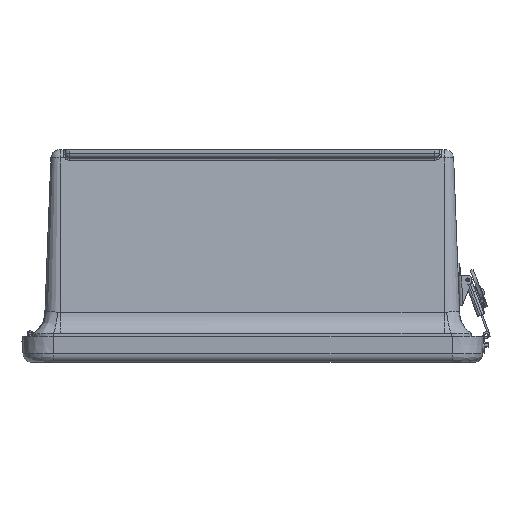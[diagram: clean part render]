
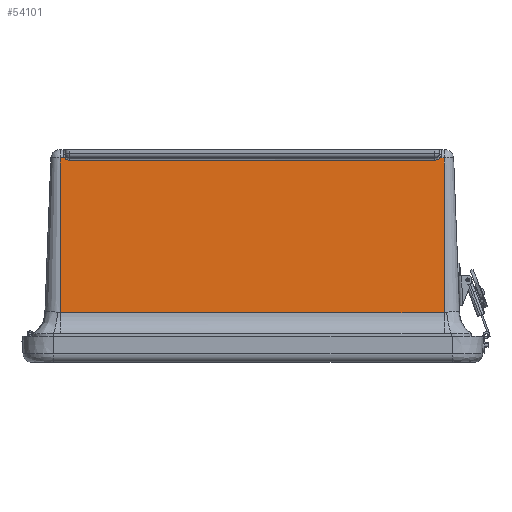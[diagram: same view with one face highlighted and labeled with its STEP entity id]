
A CAD part, left-side view. The second image highlights one B-rep face of the part: STEP entity #54101.
In plain terms, the highlighted planar face has unit normal (-0.999, 0, 0.038).
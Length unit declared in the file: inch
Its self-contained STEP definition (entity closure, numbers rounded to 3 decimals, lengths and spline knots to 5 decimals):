
#288 = CARTESIAN_POINT ( 'NONE',  ( -6.88809, 5.46788, 5.74038 ) ) ;
#620 = ORIENTED_EDGE ( 'NONE', *, *, #14003, .T. ) ;
#652 = CARTESIAN_POINT ( 'NONE',  ( -6.88973, 5.38008, 5.69772 ) ) ;
#942 = ORIENTED_EDGE ( 'NONE', *, *, #50620, .T. ) ;
#2741 = LINE ( 'NONE', #27725, #32864 ) ;
#3730 = CARTESIAN_POINT ( 'NONE',  ( -6.88968, -5.38669, 5.69915 ) ) ;
#3800 = VERTEX_POINT ( 'NONE', #9483 ) ;
#4906 = CARTESIAN_POINT ( 'NONE',  ( -6.88855, 5.45171, 5.72826 ) ) ;
#6166 = LINE ( 'NONE', #31993, #18633 ) ;
#6327 = ORIENTED_EDGE ( 'NONE', *, *, #44478, .F. ) ;
#6394 = CARTESIAN_POINT ( 'NONE',  ( -6.88734, 5.4863, 5.75964 ) ) ;
#7246 = VECTOR ( 'NONE', #17544, 39.37008 ) ;
#7750 = CARTESIAN_POINT ( 'NONE',  ( -6.88958, -5.39667, 5.70178 ) ) ;
#8771 = CARTESIAN_POINT ( 'NONE',  ( -6.88891, 5.43743, 5.71896 ) ) ;
#8856 = DIRECTION ( 'NONE',  ( 0.039, 0., 0.999 ) ) ;
#9119 = CARTESIAN_POINT ( 'NONE',  ( -6.88734, 5.6094, 5.75964 ) ) ;
#9483 = CARTESIAN_POINT ( 'NONE',  ( -6.88987, -5.34375, 5.69421 ) ) ;
#9811 = CARTESIAN_POINT ( 'NONE',  ( -7.06193, -5.6094, 1.23309 ) ) ;
#11593 = CARTESIAN_POINT ( 'NONE',  ( -6.88782, -5.47504, 5.74735 ) ) ;
#11957 = CARTESIAN_POINT ( 'NONE',  ( -6.88899, -5.43461, 5.71705 ) ) ;
#12458 = VERTEX_POINT ( 'NONE', #28993 ) ;
#12632 = LINE ( 'NONE', #9811, #30317 ) ;
#13220 = LINE ( 'NONE', #20736, #49846 ) ;
#13340 = CARTESIAN_POINT ( 'NONE',  ( -7.10931, 5.6094, 0.00482 ) ) ;
#14003 = EDGE_CURVE ( 'NONE', #37545, #38250, #6166, .T. ) ;
#15116 = DIRECTION ( 'NONE',  ( 0., 1., 0. ) ) ;
#15362 = ORIENTED_EDGE ( 'NONE', *, *, #16529, .F. ) ;
#15543 = CARTESIAN_POINT ( 'NONE',  ( -7.06193, -5.6094, 1.23309 ) ) ;
#15644 = PLANE ( 'NONE',  #24424 ) ;
#16529 = EDGE_CURVE ( 'NONE', #45235, #44684, #13220, .T. ) ;
#17055 = CARTESIAN_POINT ( 'NONE',  ( -6.88987, -5.34375, 5.69421 ) ) ;
#17544 = DIRECTION ( 'NONE',  ( -0.039, 0., -0.999 ) ) ;
#17550 = CARTESIAN_POINT ( 'NONE',  ( -6.88987, 5.34375, 5.69421 ) ) ;
#18380 = VECTOR ( 'NONE', #29634, 39.37008 ) ;
#18633 = VECTOR ( 'NONE', #49030, 39.37008 ) ;
#20191 = CARTESIAN_POINT ( 'NONE',  ( -6.88832, -5.45995, 5.73438 ) ) ;
#20367 = CARTESIAN_POINT ( 'NONE',  ( -6.88872, -5.44631, 5.72405 ) ) ;
#20584 = EDGE_CURVE ( 'NONE', #45849, #44684, #47297, .T. ) ;
#20736 = CARTESIAN_POINT ( 'NONE',  ( -6.88734, -2.8047, 5.75964 ) ) ;
#20832 = CARTESIAN_POINT ( 'NONE',  ( -6.88943, 5.40974, 5.70564 ) ) ;
#21011 = CARTESIAN_POINT ( 'NONE',  ( -6.88774, 5.47757, 5.74949 ) ) ;
#21199 = CARTESIAN_POINT ( 'NONE',  ( -6.88976, 5.37687, 5.69712 ) ) ;
#22209 = CARTESIAN_POINT ( 'NONE',  ( -6.88734, -5.6094, 5.75964 ) ) ;
#22580 = DIRECTION ( 'NONE',  ( 0., -1., 0. ) ) ;
#24424 = AXIS2_PLACEMENT_3D ( 'NONE', #34043, #38085, #8856 ) ;
#25038 = CARTESIAN_POINT ( 'NONE',  ( -6.8887, 5.44606, 5.72444 ) ) ;
#25773 = CARTESIAN_POINT ( 'NONE',  ( -6.88987, 5.35043, 5.69421 ) ) ;
#26852 = EDGE_CURVE ( 'NONE', #12458, #37545, #12632, .T. ) ;
#27725 = CARTESIAN_POINT ( 'NONE',  ( -6.88987, -5.6094, 5.69421 ) ) ;
#28788 = CARTESIAN_POINT ( 'NONE',  ( -6.88965, -5.39009, 5.69998 ) ) ;
#28993 = CARTESIAN_POINT ( 'NONE',  ( -7.06193, 5.6094, 1.23309 ) ) ;
#29241 = CARTESIAN_POINT ( 'NONE',  ( -6.88734, 5.4863, 5.75964 ) ) ;
#29634 = DIRECTION ( 'NONE',  ( 0., -1., 0. ) ) ;
#29975 = CARTESIAN_POINT ( 'NONE',  ( -6.8891, 5.42839, 5.7142 ) ) ;
#30101 = EDGE_LOOP ( 'NONE', ( #620, #6327, #34155, #942, #48799, #15362, #53611, #41428 ) ) ;
#30317 = VECTOR ( 'NONE', #22580, 39.37008 ) ;
#31993 = CARTESIAN_POINT ( 'NONE',  ( -7.10931, -5.6094, 0.00482 ) ) ;
#32864 = VECTOR ( 'NONE', #15116, 39.37008 ) ;
#34043 = CARTESIAN_POINT ( 'NONE',  ( -7.10931, -5.6094, 0.00482 ) ) ;
#34155 = ORIENTED_EDGE ( 'NONE', *, *, #39486, .T. ) ;
#36606 = VERTEX_POINT ( 'NONE', #46574 ) ;
#36659 = CARTESIAN_POINT ( 'NONE',  ( -6.88754, -5.48194, 5.75457 ) ) ;
#36837 = DIRECTION ( 'NONE',  ( 0., -1., 0. ) ) ;
#37126 = B_SPLINE_CURVE_WITH_KNOTS ( 'NONE', 3,
 ( #44912, #36659, #11593, #45461, #40896, #20191, #20367, #11957, #53774, #49663, #7750, #28788, #3730, #45992, #46178, #17055 ),
 .UNSPECIFIED., .F., .F.,
 ( 4, 1, 2, 2, 2, 1, 2, 2, 4 ),
 ( 0., 0.125, 0.1875, 0.25, 0.5, 0.625, 0.6875, 0.75, 1. ),
 .UNSPECIFIED. ) ;
#37290 = LINE ( 'NONE', #50536, #18380 ) ;
#37545 = VERTEX_POINT ( 'NONE', #15543 ) ;
#38085 = DIRECTION ( 'NONE',  ( -0.999, 0., 0.039 ) ) ;
#38250 = VERTEX_POINT ( 'NONE', #22209 ) ;
#38381 = CARTESIAN_POINT ( 'NONE',  ( -6.8898, 5.3703, 5.69606 ) ) ;
#39486 = EDGE_CURVE ( 'NONE', #36606, #3800, #37126, .T. ) ;
#40896 = CARTESIAN_POINT ( 'NONE',  ( -6.88824, -5.46249, 5.73642 ) ) ;
#41428 = ORIENTED_EDGE ( 'NONE', *, *, #26852, .T. ) ;
#42340 = CARTESIAN_POINT ( 'NONE',  ( -6.88987, 5.34375, 5.69421 ) ) ;
#42618 = CARTESIAN_POINT ( 'NONE',  ( -6.88959, 5.3968, 5.70133 ) ) ;
#44478 = EDGE_CURVE ( 'NONE', #36606, #38250, #37290, .T. ) ;
#44684 = VERTEX_POINT ( 'NONE', #6394 ) ;
#44912 = CARTESIAN_POINT ( 'NONE',  ( -6.88734, -5.4863, 5.75964 ) ) ;
#45235 = VERTEX_POINT ( 'NONE', #9119 ) ;
#45461 = CARTESIAN_POINT ( 'NONE',  ( -6.88807, -5.46759, 5.74071 ) ) ;
#45849 = VERTEX_POINT ( 'NONE', #42340 ) ;
#45992 = CARTESIAN_POINT ( 'NONE',  ( -6.88981, -5.37036, 5.69562 ) ) ;
#46178 = CARTESIAN_POINT ( 'NONE',  ( -6.88987, -5.35713, 5.69421 ) ) ;
#46574 = CARTESIAN_POINT ( 'NONE',  ( -6.88734, -5.4863, 5.75964 ) ) ;
#46648 = CARTESIAN_POINT ( 'NONE',  ( -6.88985, 5.36041, 5.69474 ) ) ;
#47061 = FACE_OUTER_BOUND ( 'NONE', #30101, .T. ) ;
#47297 = B_SPLINE_CURVE_WITH_KNOTS ( 'NONE', 3,
 ( #17550, #25773, #46648, #38381, #21199, #652, #42618, #20832, #29975, #8771, #25038, #4906, #50706, #288, #21011, #29241 ),
 .UNSPECIFIED., .F., .F.,
 ( 4, 1, 2, 2, 2, 1, 2, 2, 4 ),
 ( 0., 0.125, 0.1875, 0.25, 0.5, 0.625, 0.6875, 0.75, 1. ),
 .UNSPECIFIED. ) ;
#48324 = EDGE_CURVE ( 'NONE', #45235, #12458, #52452, .T. ) ;
#48799 = ORIENTED_EDGE ( 'NONE', *, *, #20584, .T. ) ;
#49030 = DIRECTION ( 'NONE',  ( 0.039, 0., 0.999 ) ) ;
#49663 = CARTESIAN_POINT ( 'NONE',  ( -6.88946, -5.40645, 5.70474 ) ) ;
#49846 = VECTOR ( 'NONE', #36837, 39.37008 ) ;
#50536 = CARTESIAN_POINT ( 'NONE',  ( -6.88734, -2.8047, 5.75964 ) ) ;
#50620 = EDGE_CURVE ( 'NONE', #3800, #45849, #2741, .T. ) ;
#50706 = CARTESIAN_POINT ( 'NONE',  ( -6.88848, 5.45456, 5.7303 ) ) ;
#52452 = LINE ( 'NONE', #13340, #7246 ) ;
#53611 = ORIENTED_EDGE ( 'NONE', *, *, #48324, .T. ) ;
#53774 = CARTESIAN_POINT ( 'NONE',  ( -6.88932, -5.41596, 5.70849 ) ) ;
#54101 = ADVANCED_FACE ( 'NONE', ( #47061 ), #15644, .T. ) ;
